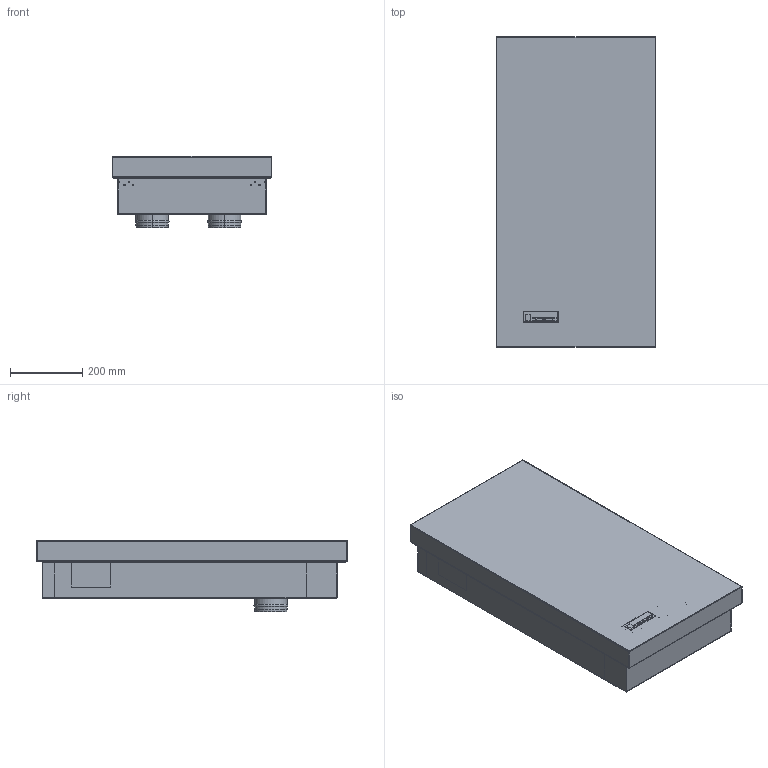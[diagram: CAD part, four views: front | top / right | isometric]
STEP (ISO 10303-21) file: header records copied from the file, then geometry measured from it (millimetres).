
FILE_DESCRIPTION(('Creo Elements/Direct Modeling STEP Export'),'2;1');
FILE_NAME('Dummy_geniovent.duo-Z.stp','2016-07-25T17:26:51',(''),(''),'PTC Creo Elements/Direct Modeling STEP processor for AP214 (Solid Model)','PTC Creo Elements/Direct Modeling 19.0C 15-Aug-2015 (C) Parametric Technology GmbH','');
FILE_SCHEMA(('AUTOMOTIVE_DESIGN { 1 0 10303 214 1 1 1 1 }'));
Length unit declared in the file: millimetre
Products named in the file (3): 02-Geraet_duo-Z; 01-Deckel_duo-Z; Dummy_geniovent.duo-Z
Assembly tree (2 placements, depth 2):
  Dummy_geniovent.duo-Z
    01-Deckel_duo-Z
    02-Geraet_duo-Z
Bounding box: 442 x 858.65 x 197.9 mm (x, y, z)
Volume: 42910487 mm3; surface area: 2620858.1 mm2
Topology: 2 solids, 2 shells, 532 faces, 1416 edges, 915 vertices
Faces by surface type: plane 239, cylinder 225, cone 40, torus 20, sphere 8
Entity records: 16830 total; most frequent: CARTESIAN_POINT 2800, ORIENTED_EDGE 2800, DIRECTION 2589, EDGE_CURVE 1400, VERTEX_POINT 915, AXIS2_PLACEMENT_3D 867, VECTOR 855, LINE 855
